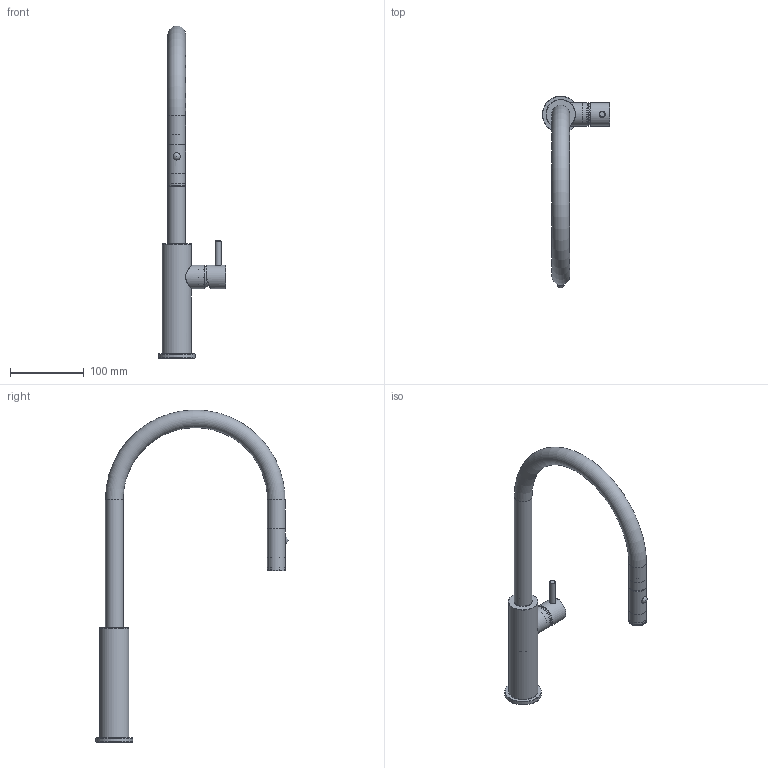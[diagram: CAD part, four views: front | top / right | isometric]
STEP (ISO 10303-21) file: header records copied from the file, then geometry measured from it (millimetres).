
FILE_DESCRIPTION(/* description */ ('Unknown'),/* implementation_level */ '2;1');
FILE_NAME(/* name */ 'FKM32-00',/* time_stamp */ '2025-01-08T09:18:26+01:00',/* author */ ('Unknown'),/* organization */ ('Unknown'),/* preprocessor_version */ 'ST-DEVELOPER v19.4',/* originating_system */ 'Solid Edge',/* authorisation */ 'Unknown');
FILE_SCHEMA (('AUTOMOTIVE_DESIGN {1 0 10303 214 3 1 1}'));
Length unit declared in the file: millimetre
Products named in the file (17): FKM32-00; FKM32-05; FKM32-02; FKM32-13; FKM32-04; FKM32-11; FKM32-003_oa_0; doccino; getto pioggia; aeratore; FKM32-002_oa_1; FKM32-06; FKM32-07; FKM32-001_oa_2; FKM32-10; FKM32-004_oa_3; FKM32-01
Assembly tree (16 placements, depth 3):
  FKM32-00
    FKM32-05
    FKM32-02
    FKM32-13
    FKM32-04
    FKM32-11
    FKM32-003_oa_0
      doccino
      getto pioggia
      aeratore
    FKM32-002_oa_1
      FKM32-06
      FKM32-07
    FKM32-001_oa_2
      FKM32-10
    FKM32-004_oa_3
      FKM32-01
Bounding box: 91.18 x 260.9 x 451.06 mm (x, y, z)
Volume: 214639.7 mm3; surface area: 142086.4 mm2
Topology: 12 solids, 13 shells, 1110 faces, 2797 edges, 1754 vertices
Faces by surface type: plane 495, cylinder 290, torus 169, bspline 113, cone 43
Full cylindrical faces by diameter (mm): 1.3 x18, 3 x3, 3.242 x4, 4.2 x1, 5 x4, 6.1 x1, 6.917 x4, 7.4 x2, 7.5 x1, 7.8 x1, 8 x1, 9 x2, 10.917 x2, 14 x1, 16 x1, 17.5 x1, 19 x2, 20.917 x4, 21.3 x1, 21.5 x1, 21.7 x1, 22.01 x1, 23 x2, 23.8 x1, 24 x4, 25.917 x2, 27.917 x2, 28 x1, 29 x1, 29.9 x1
Entity records: 37243 total; most frequent: CARTESIAN_POINT 9441, DIRECTION 5317, ORIENTED_EDGE 5118, EDGE_CURVE 2559, AXIS2_PLACEMENT_3D 1955, VERTEX_POINT 1674, FACE_BOUND 1433, EDGE_LOOP 1422
